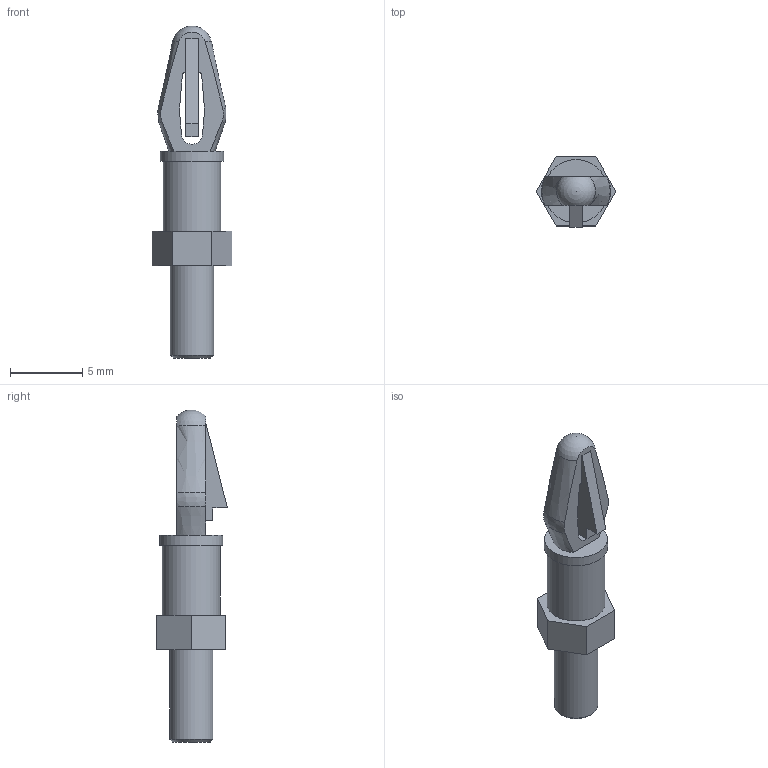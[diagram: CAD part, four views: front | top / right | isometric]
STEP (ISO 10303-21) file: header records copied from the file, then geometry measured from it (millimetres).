
FILE_DESCRIPTION( ( 'Unknown' ), '1' );
FILE_NAME( '709905641.stp', 'Unknown', ( 'Unknown' ), ( 'Unknown' ), 'PSStep 19.0.9', 'Unknown', ' ' );
FILE_SCHEMA( ( 'AUTOMOTIVE_DESIGN { 1 0 10303 214 1 1 1 1 }' ) );
Length unit declared in the file: millimetre
Products named in the file (1): 1
Bounding box: 5.54 x 4.9 x 23.04 mm (x, y, z)
Volume: 217.4 mm3; surface area: 338.5 mm2
Topology: 1 solids, 1 shells, 41 faces, 108 edges, 72 vertices
Faces by surface type: plane 25, cylinder 8, cone 5, bspline 2, sphere 1
Full cylindrical faces by diameter (mm): 3 x1, 4 x1, 4.4 x1
Entity records: 1627 total; most frequent: CARTESIAN_POINT 302, ORIENTED_EDGE 200, DIRECTION 195, EDGE_CURVE 100, VERTEX_POINT 70, AXIS2_PLACEMENT_3D 67, LINE 61, VECTOR 61
